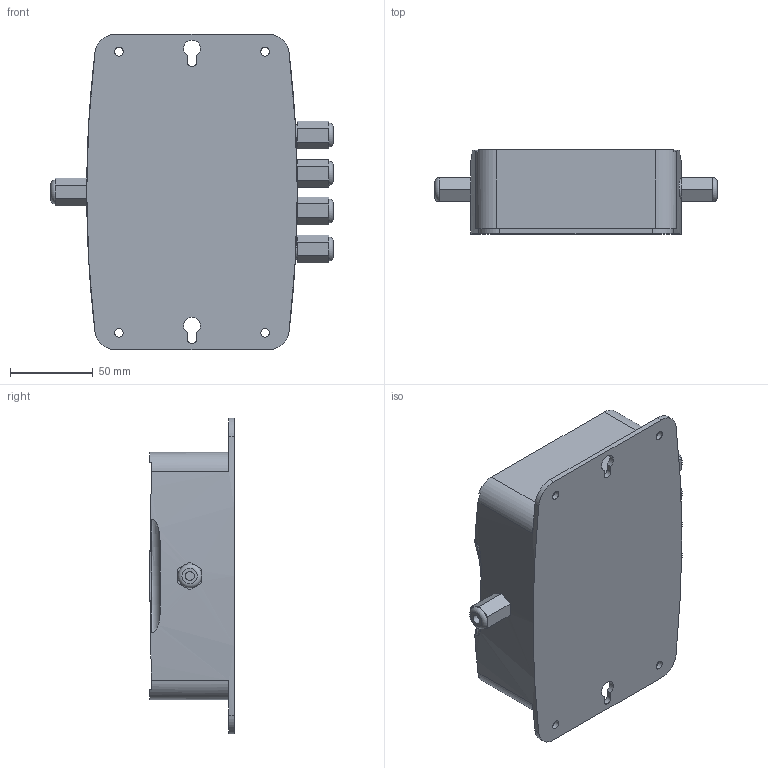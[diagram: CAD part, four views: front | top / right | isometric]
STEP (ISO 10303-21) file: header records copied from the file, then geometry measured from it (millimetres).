
FILE_DESCRIPTION(/* description */ (''),/* implementation_level */ '2;1');
FILE_NAME(/* name */ 'FI1173-D Fixed.stp',/* time_stamp */ '2018-04-03T08:32:00-07:00',/* author */ ('javier'),/* organization */ (''),/* preprocessor_version */ 'ST-DEVELOPER v16.13',/* originating_system */ 'Autodesk Inventor 2018',/* authorisation */ ', , ');
FILE_SCHEMA (('AUTOMOTIVE_DESIGN { 1 0 10303 214 3 1 1 }'));
Length unit declared in the file: inch
Products named in the file (3): FI1173-D Fixed; PART1FIXED; PART2FIXED
Assembly tree (6 placements, depth 2):
  FI1173-D Fixed
    PART1FIXED
    PART2FIXED  x5
Bounding box: 170.18 x 50.8 x 190.5 mm (x, y, z)
Volume: 881525.6 mm3; surface area: 92270.2 mm2
Topology: 6 solids, 6 shells, 148 faces, 354 edges, 228 vertices
Faces by surface type: plane 104, cylinder 37, torus 7
Full cylindrical faces by diameter (mm): 5.269 x4, 5.571 x5, 12.7 x10
Entity records: 2673 total; most frequent: CARTESIAN_POINT 681, DIRECTION 412, ORIENTED_EDGE 360, EDGE_CURVE 180, AXIS2_PLACEMENT_3D 159, VERTEX_POINT 126, EDGE_LOOP 108, LINE 94
